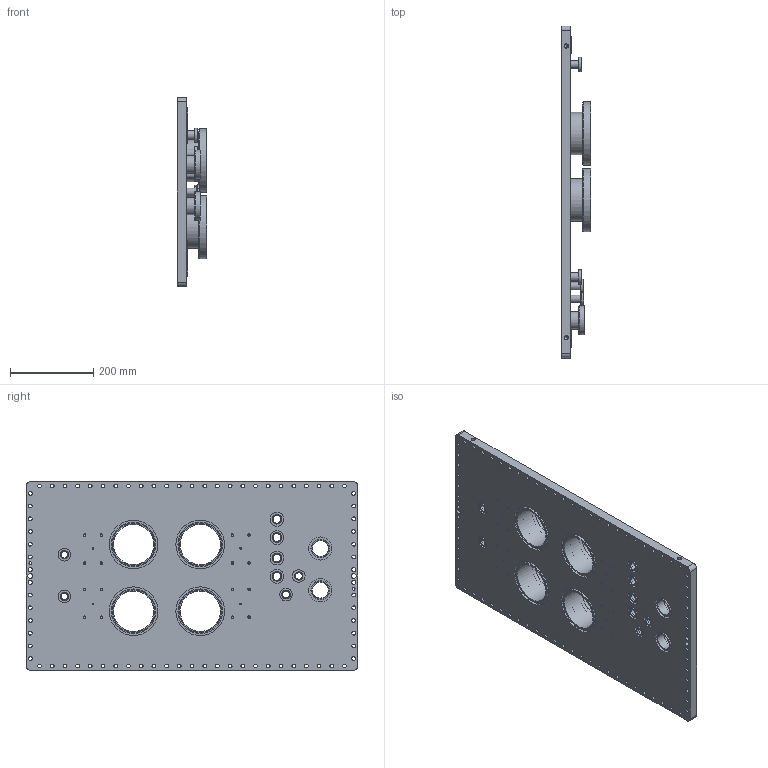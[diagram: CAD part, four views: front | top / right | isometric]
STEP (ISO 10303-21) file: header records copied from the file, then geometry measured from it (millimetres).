
FILE_DESCRIPTION(/* description */ (''),/* implementation_level */ '2;1');
FILE_NAME(/* name */ 'DETECTOR-FLANGE_ASB.stp',/* time_stamp */ '2014-12-18T17:08:58+01:00',/* author */ (''),/* organization */ (''),/* preprocessor_version */ 'ST-DEVELOPER v15',/* originating_system */ 'SIEMENS PLM Software NX 9.0',/* authorisation */ '');
FILE_SCHEMA (('CONFIG_CONTROL_DESIGN'));
Length unit declared in the file: millimetre
Products named in the file (11): Tube_CF100; DN100CF_flange1; tube_De21_Di19; Flangia CF 16_2; CF16_feed_through_2; CF16_feed_through; CF40_feed-through; detector_flange; CF100-feedthrough; CF-16_FFED-THROUGH_SPECIAL; DETECTOR-FLANGE_ASB
Assembly tree (22 placements, depth 3):
  DETECTOR-FLANGE_ASB
    detector_flange
    CF40_feed-through  x2
    CF16_feed_through  x2
    CF16_feed_through_2  x2
    CF-16_FFED-THROUGH_SPECIAL  x4
      Flangia CF 16_2
      tube_De21_Di19
    CF100-feedthrough
      DN100CF_flange1  x4
      Tube_CF100  x4
Bounding box: 71.29 x 796 x 452 mm (x, y, z)
Volume: 7988868.5 mm3; surface area: 1261764.9 mm2
Topology: 23 solids, 23 shells, 560 faces, 1379 edges, 911 vertices
Faces by surface type: cylinder 354, plane 112, cone 94
Full cylindrical faces by diameter (mm): 3.3 x24, 4 x4, 4.3 x24, 5 x24, 6.6 x12, 6.647 x2, 6.8 x8, 8.4 x64, 8.5 x2, 9 x74, 10 x4, 12 x4, 16 x4, 18 x4, 18.2 x4, 19 x8, 20.2 x4, 21 x8, 21.2 x4, 23.2 x4, 30.2 x4, 33.2 x4, 33.8 x4, 34 x4, 38 x2, 41.5 x2, 41.9 x2, 45.4 x2, 55.4 x2, 69.3 x2
Entity records: 11741 total; most frequent: DIRECTION 1897, CARTESIAN_POINT 1568, ORIENTED_EDGE 1150, FACE_BOUND 1021, EDGE_LOOP 1011, AXIS2_PLACEMENT_3D 913, VERTEX_POINT 584, EDGE_CURVE 575
